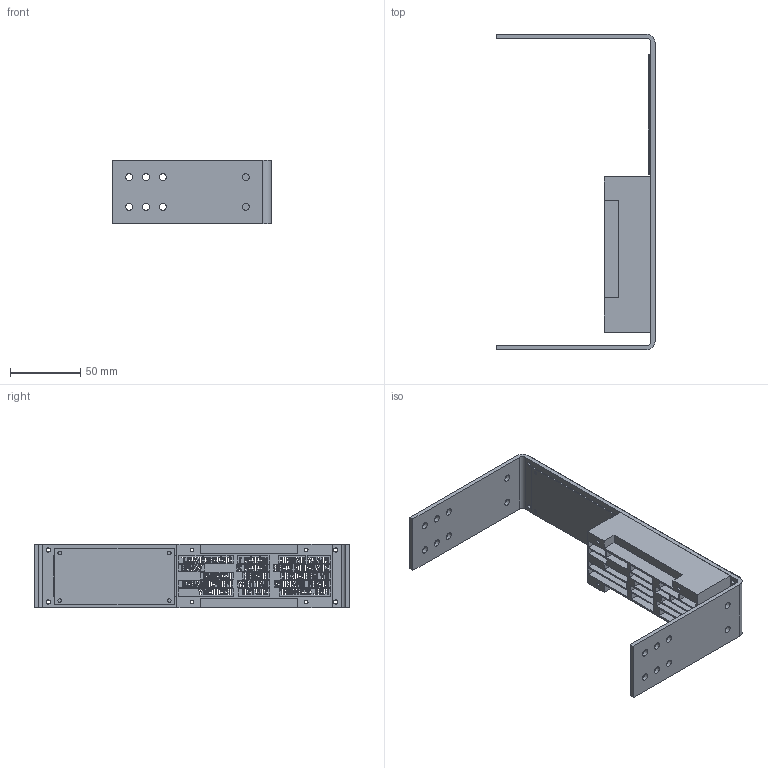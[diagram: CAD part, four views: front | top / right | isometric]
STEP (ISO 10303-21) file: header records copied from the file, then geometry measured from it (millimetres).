
FILE_DESCRIPTION(/* description */ (''),/* implementation_level */ '2;1');
FILE_NAME(/* name */ 'DisplayLightShield.stp',/* time_stamp */ '2015-06-28T18:29:02-04:00',/* author */ (''),/* organization */ (''),/* preprocessor_version */ 'ST-DEVELOPER v15',/* originating_system */ 'SIEMENS PLM Software NX 9.0',/* authorisation */ '');
FILE_SCHEMA (('CONFIG_CONTROL_DESIGN'));
Products named in the file (1): DisplayLightShield
Bounding box: 113.46 x 224.59 x 45 mm (x, y, z)
Volume: 131927.6 mm3; surface area: 111158.5 mm2
Topology: 4 solids, 4 shells, 1827 faces, 5557 edges, 3821 vertices
Faces by surface type: plane 1408, extrusion 365, cylinder 54
Full cylindrical faces by diameter (mm): 2.5 x12, 3 x18, 4 x2, 5 x16
Entity records: 65456 total; most frequent: CARTESIAN_POINT 15868, ORIENTED_EDGE 10822, DIRECTION 8172, EDGE_CURVE 5411, VECTOR 5028, LINE 4663, VERTEX_POINT 3632, EDGE_LOOP 2621
